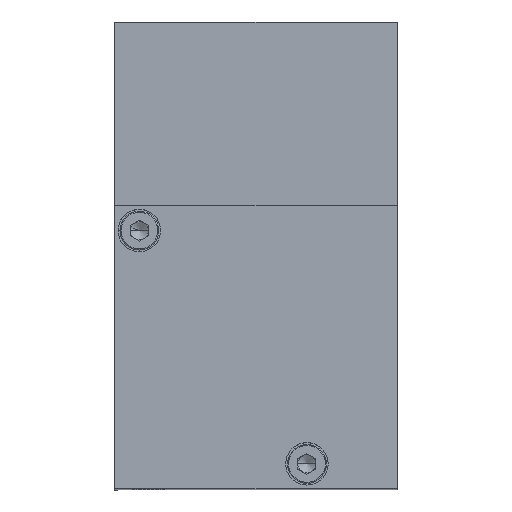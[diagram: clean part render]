
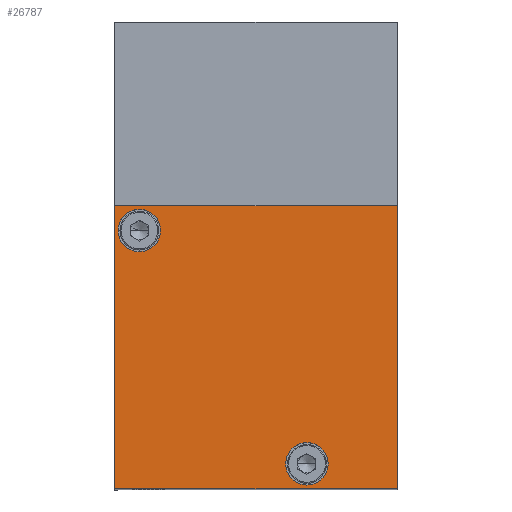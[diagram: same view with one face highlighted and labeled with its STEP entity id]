
A CAD part, top view. The second image highlights one B-rep face of the part: STEP entity #26787.
In plain terms, the highlighted planar face has unit normal (0, 0, 1).
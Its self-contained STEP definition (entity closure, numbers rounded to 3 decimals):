
#319 = EDGE_CURVE ( 'NONE', #16658, #26536, #23105, .T. ) ;
#676 = CARTESIAN_POINT ( 'NONE',  ( 40., 40., 92. ) ) ;
#695 = EDGE_LOOP ( 'NONE', ( #22353, #16788 ) ) ;
#2386 = EDGE_CURVE ( 'NONE', #13556, #15707, #32558, .T. ) ;
#2931 = DIRECTION ( 'NONE',  ( 0., 1., 0. ) ) ;
#3781 = DIRECTION ( 'NONE',  ( -1., 0., 0. ) ) ;
#4136 = CARTESIAN_POINT ( 'NONE',  ( 0., 40., 92. ) ) ;
#4771 = CARTESIAN_POINT ( 'NONE',  ( 3.5, 36.5, 92. ) ) ;
#6244 = CARTESIAN_POINT ( 'NONE',  ( 6.5, 36.5, 92. ) ) ;
#7505 = VECTOR ( 'NONE', #22207, 1000. ) ;
#8133 = ORIENTED_EDGE ( 'NONE', *, *, #30307, .F. ) ;
#8331 = DIRECTION ( 'NONE',  ( 0., 0., 1. ) ) ;
#8460 = CARTESIAN_POINT ( 'NONE',  ( 27.2, 3.5, 92. ) ) ;
#8887 = FACE_BOUND ( 'NONE', #28555, .T. ) ;
#8928 = LINE ( 'NONE', #22066, #7505 ) ;
#9221 = PLANE ( 'NONE',  #20106 ) ;
#9510 = EDGE_CURVE ( 'NONE', #26536, #16658, #26326, .T. ) ;
#10299 = FACE_BOUND ( 'NONE', #695, .T. ) ;
#10859 = CARTESIAN_POINT ( 'NONE',  ( 40., 40., 92. ) ) ;
#10933 = DIRECTION ( 'NONE',  ( -1., 0., 0. ) ) ;
#11012 = CARTESIAN_POINT ( 'NONE',  ( 30.2, 3.5, 92. ) ) ;
#11098 = EDGE_LOOP ( 'NONE', ( #23161, #8133, #25434, #28046 ) ) ;
#11734 = EDGE_CURVE ( 'NONE', #35338, #13556, #35198, .T. ) ;
#12644 = VERTEX_POINT ( 'NONE', #27323 ) ;
#13556 = VERTEX_POINT ( 'NONE', #33274 ) ;
#14209 = VECTOR ( 'NONE', #2931, 1000. ) ;
#14221 = DIRECTION ( 'NONE',  ( -1., 0., 0. ) ) ;
#15707 = VERTEX_POINT ( 'NONE', #24644 ) ;
#16658 = VERTEX_POINT ( 'NONE', #20214 ) ;
#16788 = ORIENTED_EDGE ( 'NONE', *, *, #20696, .F. ) ;
#17298 = DIRECTION ( 'NONE',  ( -1., 0., 0. ) ) ;
#19806 = AXIS2_PLACEMENT_3D ( 'NONE', #38873, #23482, #14221 ) ;
#20106 = AXIS2_PLACEMENT_3D ( 'NONE', #28111, #21964, #33742 ) ;
#20214 = CARTESIAN_POINT ( 'NONE',  ( 24.2, 3.5, 92. ) ) ;
#20423 = CARTESIAN_POINT ( 'NONE',  ( 3.5, 36.5, 92. ) ) ;
#20696 = EDGE_CURVE ( 'NONE', #24629, #12644, #37121, .T. ) ;
#21446 = LINE ( 'NONE', #30673, #14209 ) ;
#21964 = DIRECTION ( 'NONE',  ( 0., 0., 1. ) ) ;
#22029 = EDGE_CURVE ( 'NONE', #15707, #37596, #21446, .T. ) ;
#22066 = CARTESIAN_POINT ( 'NONE',  ( 0., 40., 92. ) ) ;
#22207 = DIRECTION ( 'NONE',  ( 1., 0., 0. ) ) ;
#22352 = ORIENTED_EDGE ( 'NONE', *, *, #319, .F. ) ;
#22353 = ORIENTED_EDGE ( 'NONE', *, *, #22386, .F. ) ;
#22386 = EDGE_CURVE ( 'NONE', #12644, #24629, #39130, .T. ) ;
#23013 = DIRECTION ( 'NONE',  ( 0., 0., 1. ) ) ;
#23105 = CIRCLE ( 'NONE', #34078, 3. ) ;
#23161 = ORIENTED_EDGE ( 'NONE', *, *, #11734, .F. ) ;
#23482 = DIRECTION ( 'NONE',  ( 0., 0., 1. ) ) ;
#24629 = VERTEX_POINT ( 'NONE', #6244 ) ;
#24644 = CARTESIAN_POINT ( 'NONE',  ( 0., 0., 92. ) ) ;
#25064 = DIRECTION ( 'NONE',  ( 0., -1., 0. ) ) ;
#25434 = ORIENTED_EDGE ( 'NONE', *, *, #22029, .F. ) ;
#26124 = VECTOR ( 'NONE', #25064, 1000. ) ;
#26326 = CIRCLE ( 'NONE', #19806, 3. ) ;
#26536 = VERTEX_POINT ( 'NONE', #11012 ) ;
#26787 = ADVANCED_FACE ( 'NONE', ( #8887, #10299, #30462 ), #9221, .T. ) ;
#27323 = CARTESIAN_POINT ( 'NONE',  ( 0.5, 36.5, 92. ) ) ;
#28046 = ORIENTED_EDGE ( 'NONE', *, *, #2386, .F. ) ;
#28111 = CARTESIAN_POINT ( 'NONE',  ( 20., 20., 92. ) ) ;
#28555 = EDGE_LOOP ( 'NONE', ( #22352, #30896 ) ) ;
#29081 = DIRECTION ( 'NONE',  ( 0., 0., 1. ) ) ;
#29782 = DIRECTION ( 'NONE',  ( -1., 0., 0. ) ) ;
#30173 = AXIS2_PLACEMENT_3D ( 'NONE', #4771, #23013, #10933 ) ;
#30307 = EDGE_CURVE ( 'NONE', #37596, #35338, #8928, .T. ) ;
#30462 = FACE_OUTER_BOUND ( 'NONE', #11098, .T. ) ;
#30673 = CARTESIAN_POINT ( 'NONE',  ( 0., 40., 92. ) ) ;
#30886 = CARTESIAN_POINT ( 'NONE',  ( 0., 0., 92. ) ) ;
#30896 = ORIENTED_EDGE ( 'NONE', *, *, #9510, .F. ) ;
#32558 = LINE ( 'NONE', #30886, #39221 ) ;
#33274 = CARTESIAN_POINT ( 'NONE',  ( 40., 0., 92. ) ) ;
#33742 = DIRECTION ( 'NONE',  ( -1., 0., 0. ) ) ;
#34078 = AXIS2_PLACEMENT_3D ( 'NONE', #8460, #8331, #29782 ) ;
#35198 = LINE ( 'NONE', #676, #26124 ) ;
#35338 = VERTEX_POINT ( 'NONE', #10859 ) ;
#37121 = CIRCLE ( 'NONE', #38866, 3. ) ;
#37596 = VERTEX_POINT ( 'NONE', #4136 ) ;
#38866 = AXIS2_PLACEMENT_3D ( 'NONE', #20423, #29081, #17298 ) ;
#38873 = CARTESIAN_POINT ( 'NONE',  ( 27.2, 3.5, 92. ) ) ;
#39130 = CIRCLE ( 'NONE', #30173, 3. ) ;
#39221 = VECTOR ( 'NONE', #3781, 1000. ) ;
